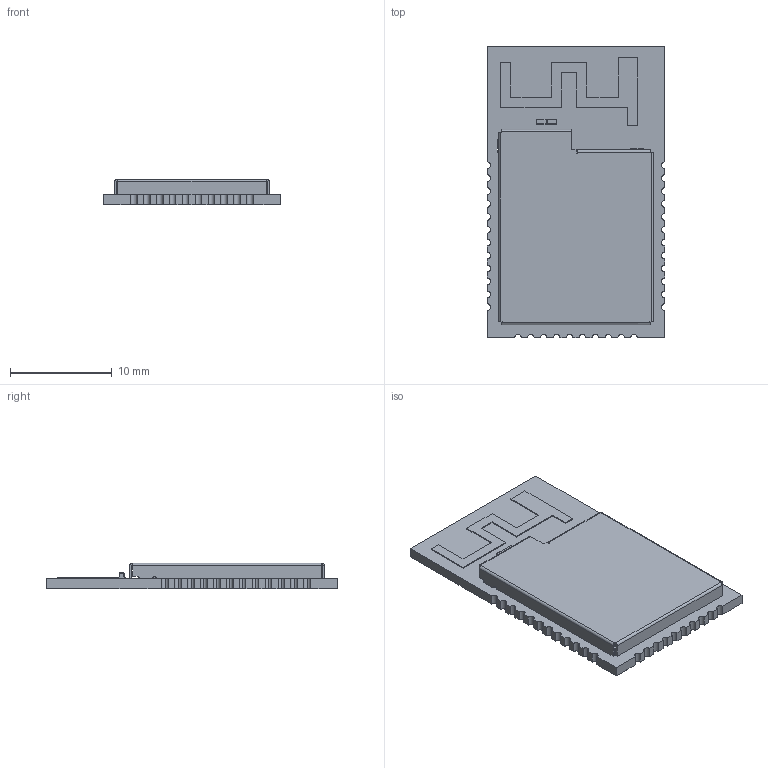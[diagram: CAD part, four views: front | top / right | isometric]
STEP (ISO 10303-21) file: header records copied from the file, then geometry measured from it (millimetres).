
FILE_DESCRIPTION (( 'STEP AP214' ), '1' );
FILE_NAME ('E73-2G4M04S v2.STEP', '2021-08-31T08:15:39', ( '' ), ( '' ), 'SwSTEP 2.0', 'SolidWorks 2019', '' );
FILE_SCHEMA (( 'AUTOMOTIVE_DESIGN' ));
Length unit declared in the file: millimetre
Products named in the file (1): E73-2G4M04S v2
Bounding box: 17.5 x 28.7 x 2.5 mm (x, y, z)
Volume: 571.4 mm3; surface area: 1842.3 mm2
Topology: 2 solids, 2 shells, 271 faces, 746 edges, 466 vertices
Faces by surface type: cylinder 128, plane 124, sphere 16, bspline 3
Entity records: 10008 total; most frequent: CARTESIAN_POINT 1681, DIRECTION 1512, ORIENTED_EDGE 1460, EDGE_CURVE 730, AXIS2_PLACEMENT_3D 519, VECTOR 474, LINE 474, VERTEX_POINT 466
